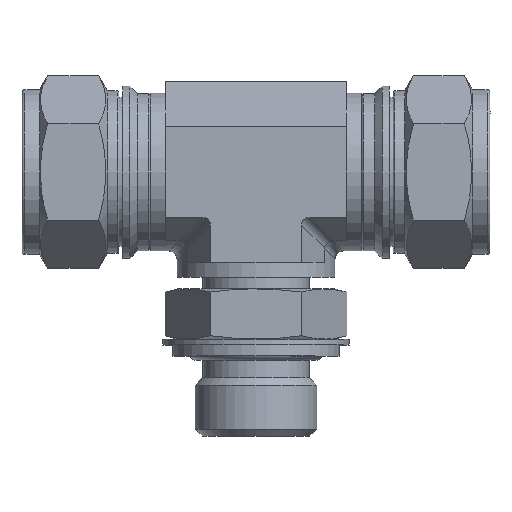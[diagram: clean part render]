
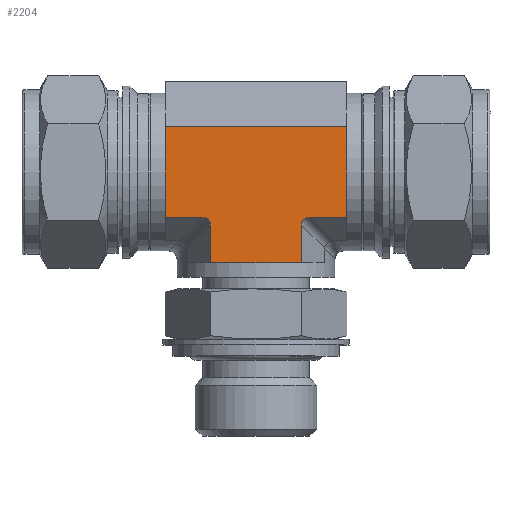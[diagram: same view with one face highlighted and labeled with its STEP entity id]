
A CAD part, top view. The second image highlights one B-rep face of the part: STEP entity #2204.
In plain terms, the highlighted planar face has unit normal (0, 0, 1).
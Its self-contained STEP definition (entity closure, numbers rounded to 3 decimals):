
#20=ELLIPSE('',#2428,1.936,1.5);
#30=ELLIPSE('',#2453,1.936,1.5);
#345=FACE_OUTER_BOUND('',#492,.T.);
#492=EDGE_LOOP('',(#1798,#1799,#1800,#1801,#1802,#1803,#1804,#1805,#1806,
#1807,#1808,#1809,#1810));
#624=LINE('',#3734,#764);
#631=LINE('',#3788,#771);
#637=LINE('',#3852,#777);
#638=LINE('',#3854,#778);
#640=LINE('',#3859,#780);
#641=LINE('',#3861,#781);
#642=LINE('',#3863,#782);
#643=LINE('',#3865,#783);
#644=LINE('',#3867,#784);
#645=LINE('',#3869,#785);
#646=LINE('',#3870,#786);
#764=VECTOR('',#2967,10.);
#771=VECTOR('',#2992,10.);
#777=VECTOR('',#3010,10.);
#778=VECTOR('',#3013,10.);
#780=VECTOR('',#3019,10.);
#781=VECTOR('',#3020,10.);
#782=VECTOR('',#3021,10.);
#783=VECTOR('',#3022,10.);
#784=VECTOR('',#3023,10.);
#785=VECTOR('',#3024,10.);
#786=VECTOR('',#3025,10.);
#973=VERTEX_POINT('',#3654);
#974=VERTEX_POINT('',#3655);
#990=VERTEX_POINT('',#3725);
#993=VERTEX_POINT('',#3733);
#999=VERTEX_POINT('',#3780);
#1000=VERTEX_POINT('',#3782);
#1001=VERTEX_POINT('',#3786);
#1008=VERTEX_POINT('',#3858);
#1009=VERTEX_POINT('',#3860);
#1010=VERTEX_POINT('',#3862);
#1011=VERTEX_POINT('',#3864);
#1012=VERTEX_POINT('',#3866);
#1013=VERTEX_POINT('',#3868);
#1237=EDGE_CURVE('',#973,#974,#20,.T.);
#1262=EDGE_CURVE('',#993,#974,#624,.T.);
#1272=EDGE_CURVE('',#999,#1000,#30,.T.);
#1275=EDGE_CURVE('',#1001,#999,#631,.T.);
#1286=EDGE_CURVE('',#1001,#990,#637,.T.);
#1287=EDGE_CURVE('',#990,#993,#638,.T.);
#1289=EDGE_CURVE('',#973,#1008,#640,.T.);
#1290=EDGE_CURVE('',#1009,#1008,#641,.T.);
#1291=EDGE_CURVE('',#1010,#1009,#642,.T.);
#1292=EDGE_CURVE('',#1011,#1010,#643,.T.);
#1293=EDGE_CURVE('',#1011,#1012,#644,.T.);
#1294=EDGE_CURVE('',#1012,#1013,#645,.T.);
#1295=EDGE_CURVE('',#1013,#1000,#646,.T.);
#1798=ORIENTED_EDGE('',*,*,#1289,.T.);
#1799=ORIENTED_EDGE('',*,*,#1290,.F.);
#1800=ORIENTED_EDGE('',*,*,#1291,.F.);
#1801=ORIENTED_EDGE('',*,*,#1292,.F.);
#1802=ORIENTED_EDGE('',*,*,#1293,.T.);
#1803=ORIENTED_EDGE('',*,*,#1294,.T.);
#1804=ORIENTED_EDGE('',*,*,#1295,.T.);
#1805=ORIENTED_EDGE('',*,*,#1272,.F.);
#1806=ORIENTED_EDGE('',*,*,#1275,.F.);
#1807=ORIENTED_EDGE('',*,*,#1286,.T.);
#1808=ORIENTED_EDGE('',*,*,#1287,.T.);
#1809=ORIENTED_EDGE('',*,*,#1262,.T.);
#1810=ORIENTED_EDGE('',*,*,#1237,.F.);
#2086=PLANE('',#2463);
#2204=ADVANCED_FACE('',(#345),#2086,.T.);
#2428=AXIS2_PLACEMENT_3D('',#3656,#2920,#2921);
#2453=AXIS2_PLACEMENT_3D('',#3783,#2986,#2987);
#2463=AXIS2_PLACEMENT_3D('',#3857,#3017,#3018);
#2920=DIRECTION('center_axis',(0.,0.,
1.));
#2921=DIRECTION('ref_axis',(-0.707,0.707,0.));
#2967=DIRECTION('',(0.,1.,0.));
#2986=DIRECTION('center_axis',(0.,0.,
1.));
#2987=DIRECTION('ref_axis',(0.707,0.707,0.));
#2992=DIRECTION('',(0.,1.,0.));
#3010=DIRECTION('',(1.,0.,0.));
#3013=DIRECTION('',(1.,0.,0.));
#3017=DIRECTION('center_axis',(0.,0.,
1.));
#3018=DIRECTION('ref_axis',(0.,-1.,0.));
#3019=DIRECTION('',(1.,0.,0.));
#3020=DIRECTION('',(0.,-1.,0.));
#3021=DIRECTION('',(0.,-1.,0.));
#3022=DIRECTION('',(1.,0.,0.));
#3023=DIRECTION('',(0.,-1.,0.));
#3024=DIRECTION('',(0.,-1.,0.));
#3025=DIRECTION('',(1.,0.,0.));
#3654=CARTESIAN_POINT('',(9.093,-7.794,13.5));
#3655=CARTESIAN_POINT('',(7.794,-9.093,13.5));
#3656=CARTESIAN_POINT('Origin',(9.526,-9.526,13.5));
#3725=CARTESIAN_POINT('',(0.,-15.5,13.5));
#3733=CARTESIAN_POINT('',(7.794,-15.5,13.5));
#3734=CARTESIAN_POINT('',(7.794,-15.5,13.5));
#3780=CARTESIAN_POINT('',(-7.794,-9.093,13.5));
#3782=CARTESIAN_POINT('',(-9.093,-7.794,13.5));
#3783=CARTESIAN_POINT('Origin',(-9.526,-9.526,13.5));
#3786=CARTESIAN_POINT('',(-7.794,-15.5,13.5));
#3788=CARTESIAN_POINT('',(-7.794,-15.5,13.5));
#3852=CARTESIAN_POINT('',(-7.794,-15.5,13.5));
#3854=CARTESIAN_POINT('',(-7.794,-15.5,13.5));
#3857=CARTESIAN_POINT('Origin',(-15.5,7.794,13.5));
#3858=CARTESIAN_POINT('',(15.5,-7.794,13.5));
#3859=CARTESIAN_POINT('',(-15.5,-7.794,13.5));
#3860=CARTESIAN_POINT('',(15.5,0.,13.5));
#3861=CARTESIAN_POINT('',(15.5,4.419,13.5));
#3862=CARTESIAN_POINT('',(15.5,7.794,13.5));
#3863=CARTESIAN_POINT('',(15.5,4.419,13.5));
#3864=CARTESIAN_POINT('',(-15.5,7.794,13.5));
#3865=CARTESIAN_POINT('',(-15.5,7.794,13.5));
#3866=CARTESIAN_POINT('',(-15.5,0.,13.5));
#3867=CARTESIAN_POINT('',(-15.5,7.794,13.5));
#3868=CARTESIAN_POINT('',(-15.5,-7.794,13.5));
#3869=CARTESIAN_POINT('',(-15.5,7.794,13.5));
#3870=CARTESIAN_POINT('',(-15.5,-7.794,13.5));
